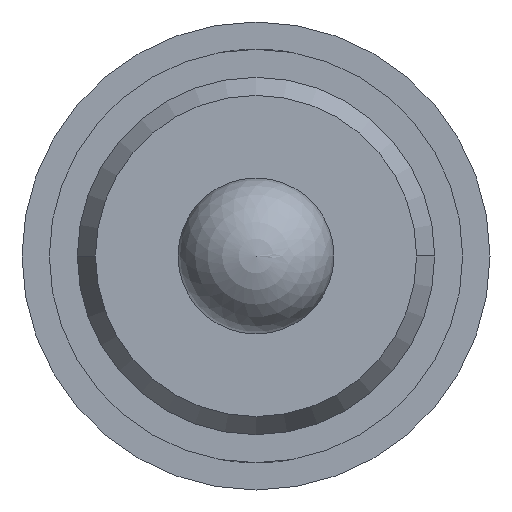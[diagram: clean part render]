
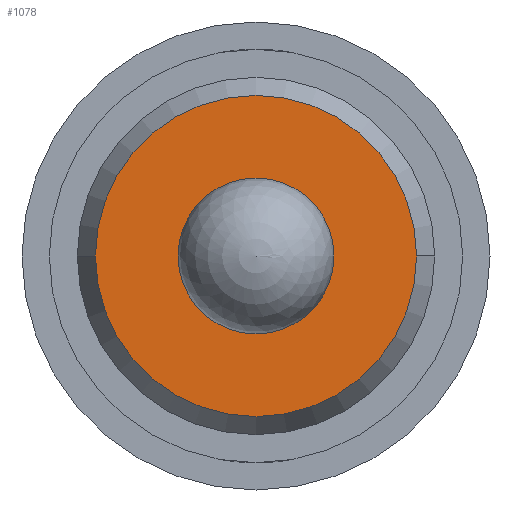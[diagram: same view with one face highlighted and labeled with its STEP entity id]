
A CAD part, front view. The second image highlights one B-rep face of the part: STEP entity #1078.
In plain terms, the highlighted planar face has unit normal (0, -1, 0).
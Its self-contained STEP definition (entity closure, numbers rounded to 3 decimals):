
#67 = EDGE_CURVE ( 'Defeature ausgef�hrt1_51+Defeature ausgef�hrt1_55+Defeature ausgef�hrt1_55+Defeature ausgef�hrt1_55', #5198, #2621, #5001, .T. ) ;
#99 = DIRECTION ( 'NONE',  ( 0., 0., -1. ) ) ;
#348 = CARTESIAN_POINT ( 'NONE',  ( -1.145, -28.6, 0. ) ) ;
#463 = DIRECTION ( 'NONE',  ( 0., -1., 0. ) ) ;
#483 = CARTESIAN_POINT ( 'NONE',  ( 0., -28.6, 0. ) ) ;
#508 = DIRECTION ( 'NONE',  ( 0., 1., 0. ) ) ;
#511 = VERTEX_POINT ( 'NONE', #3144 ) ;
#528 = ORIENTED_EDGE ( 'NONE', *, *, #2921, .T. ) ;
#534 = CARTESIAN_POINT ( 'NONE',  ( 0., -28.6, 0.5 ) ) ;
#819 = PLANE ( 'NONE',  #4730 ) ;
#946 = EDGE_LOOP ( 'NONE', ( #4189, #528 ) ) ;
#996 = CIRCLE ( 'NONE', #5591, 0.5 ) ;
#1024 = CARTESIAN_POINT ( 'NONE',  ( 0., -28.6, 0. ) ) ;
#1078 = ADVANCED_FACE ( 'Defeature ausgef�hrt1_51', ( #2946, #3753 ), #819, .T. ) ;
#1450 = CARTESIAN_POINT ( 'NONE',  ( 0., -28.6, 0. ) ) ;
#1654 = AXIS2_PLACEMENT_3D ( 'NONE', #483, #463, #5144 ) ;
#1791 = AXIS2_PLACEMENT_3D ( 'NONE', #3288, #508, #3734 ) ;
#1976 = DIRECTION ( 'NONE',  ( 0., -1., 0. ) ) ;
#2038 = EDGE_LOOP ( 'NONE', ( #2677, #4648 ) ) ;
#2228 = DIRECTION ( 'NONE',  ( 1., 0., 0. ) ) ;
#2621 = VERTEX_POINT ( 'NONE', #5738 ) ;
#2677 = ORIENTED_EDGE ( 'NONE', *, *, #67, .T. ) ;
#2897 = CARTESIAN_POINT ( 'NONE',  ( 1.03, -28.6, 0. ) ) ;
#2906 = DIRECTION ( 'NONE',  ( 0., 1., 0. ) ) ;
#2921 = EDGE_CURVE ( 'Defeature ausgef�hrt1_51+Defeature ausgef�hrt1_53+Defeature ausgef�hrt1_53+Defeature ausgef�hrt1_53', #5158, #511, #4982, .T. ) ;
#2946 = FACE_BOUND ( 'NONE', #2038, .T. ) ;
#2977 = EDGE_CURVE ( 'Defeature ausgef�hrt1_51+Defeature ausgef�hrt1_55+Defeature ausgef�hrt1_55+Defeature ausgef�hrt1_55', #2621, #5198, #996, .T. ) ;
#3144 = CARTESIAN_POINT ( 'NONE',  ( -1.03, -28.6, 0. ) ) ;
#3288 = CARTESIAN_POINT ( 'NONE',  ( 0., -28.6, 0. ) ) ;
#3301 = DIRECTION ( 'NONE',  ( 1., 0., 0. ) ) ;
#3734 = DIRECTION ( 'NONE',  ( 0., 0., -1. ) ) ;
#3753 = FACE_OUTER_BOUND ( 'NONE', #946, .T. ) ;
#4189 = ORIENTED_EDGE ( 'NONE', *, *, #5431, .T. ) ;
#4648 = ORIENTED_EDGE ( 'NONE', *, *, #2977, .T. ) ;
#4730 = AXIS2_PLACEMENT_3D ( 'NONE', #348, #5458, #2228 ) ;
#4982 = CIRCLE ( 'NONE', #1654, 1.03 ) ;
#5001 = CIRCLE ( 'NONE', #1791, 0.5 ) ;
#5048 = AXIS2_PLACEMENT_3D ( 'NONE', #1450, #1976, #3301 ) ;
#5144 = DIRECTION ( 'NONE',  ( 1., 0., 0. ) ) ;
#5158 = VERTEX_POINT ( 'NONE', #2897 ) ;
#5198 = VERTEX_POINT ( 'NONE', #534 ) ;
#5313 = CIRCLE ( 'NONE', #5048, 1.03 ) ;
#5431 = EDGE_CURVE ( 'Defeature ausgef�hrt1_51+Defeature ausgef�hrt1_53+Defeature ausgef�hrt1_53+Defeature ausgef�hrt1_53', #511, #5158, #5313, .T. ) ;
#5458 = DIRECTION ( 'NONE',  ( 0., -1., 0. ) ) ;
#5591 = AXIS2_PLACEMENT_3D ( 'NONE', #1024, #2906, #99 ) ;
#5738 = CARTESIAN_POINT ( 'NONE',  ( 0., -28.6, -0.5 ) ) ;
